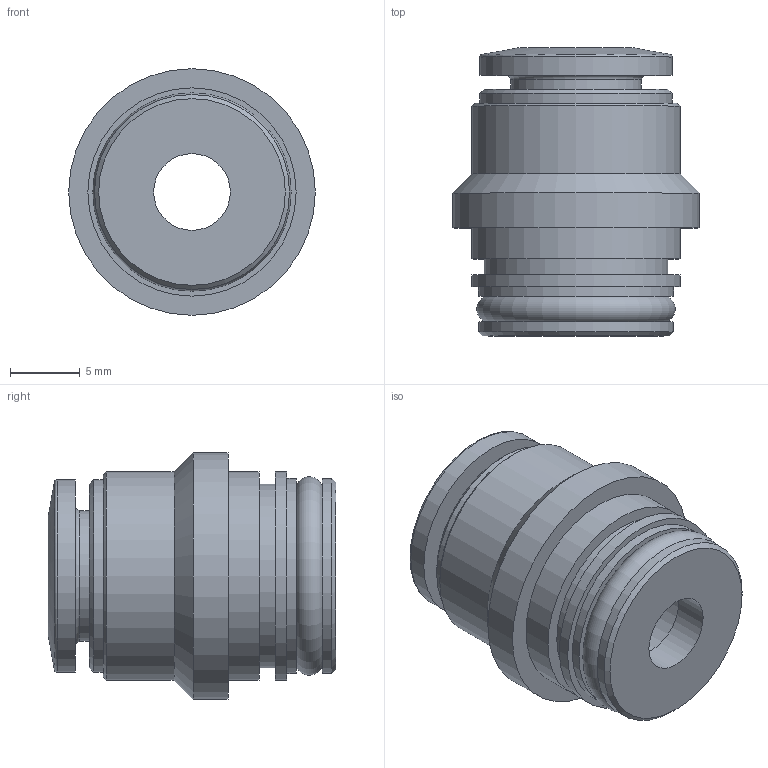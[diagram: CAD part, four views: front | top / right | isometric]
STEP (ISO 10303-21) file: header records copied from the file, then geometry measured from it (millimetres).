
FILE_DESCRIPTION(/* description */ ('STEP AP214'),/* implementation_level */ '2;1');
FILE_NAME(/* name */ '130841_QSPK18-8',/* time_stamp */ '2024-09-14T14:26:26+02:00',/* author */ ('License CC BY-ND 4.0'),/* organization */ ('CADENAS'),/* preprocessor_version */ 'ST-DEVELOPER v19.3',/* originating_system */ 'PARTsolutions',/* authorisation */ ' ');
FILE_SCHEMA (('AUTOMOTIVE_DESIGN {1 0 10303 214 3 1 1}'));
Length unit declared in the file: millimetre
Products named in the file (1): 130841 QSPK18-8
Bounding box: 17.7 x 20.67 x 17.7 mm (x, y, z)
Volume: 2540.4 mm3; surface area: 2110.3 mm2
Topology: 1 solids, 1 shells, 32 faces, 53 edges, 32 vertices
Faces by surface type: cylinder 12, plane 11, cone 5, torus 4
Full cylindrical faces by diameter (mm): 5.5 x1, 8 x1, 9.4 x1, 13.15 x1, 13.8 x2, 14 x2, 14.95 x3, 17.7 x1
Entity records: 897 total; most frequent: DIRECTION 130, CARTESIAN_POINT 97, AXIS2_PLACEMENT_3D 65, ORIENTED_EDGE 64, EDGE_LOOP 64, FACE_BOUND 64, EDGE_CURVE 32, VERTEX_POINT 32
